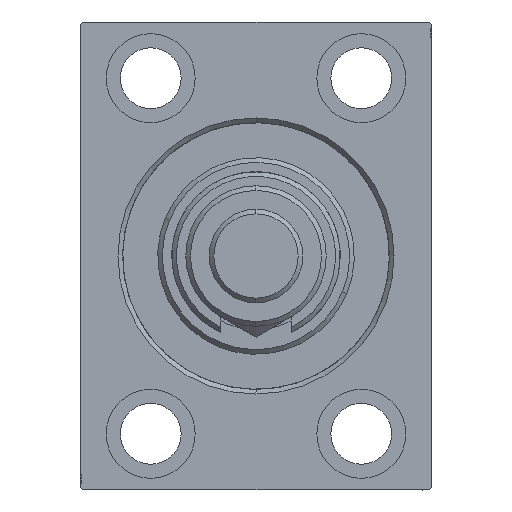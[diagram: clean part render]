
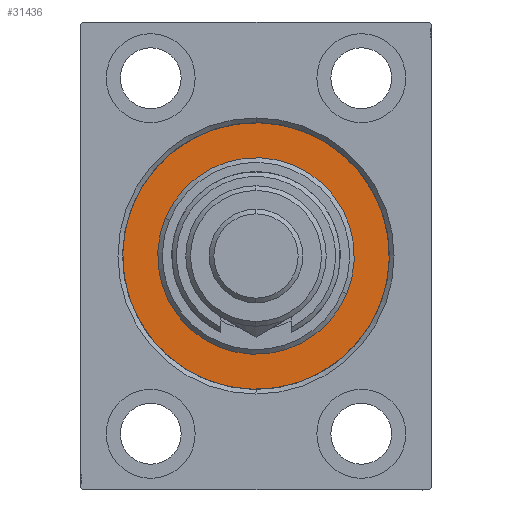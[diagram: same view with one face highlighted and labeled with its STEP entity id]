
A CAD part, left-side view. The second image highlights one B-rep face of the part: STEP entity #31436.
In plain terms, the highlighted face is planar.
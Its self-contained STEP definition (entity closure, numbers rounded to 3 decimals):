
#334 = CIRCLE ( 'NONE', #16380, 21. ) ;
#3513 = FACE_BOUND ( 'NONE', #26476, .T. ) ;
#3602 = CARTESIAN_POINT ( 'NONE',  ( 0., 0., 0. ) ) ;
#3745 = CIRCLE ( 'NONE', #44252, 28.5 ) ;
#8227 = DIRECTION ( 'NONE',  ( -1., 0., 0. ) ) ;
#9409 = EDGE_CURVE ( 'NONE', #38641, #28247, #22889, .T. ) ;
#10918 = CARTESIAN_POINT ( 'NONE',  ( 0., 0., 0. ) ) ;
#11151 = CARTESIAN_POINT ( 'NONE',  ( 0., 0., 0. ) ) ;
#12881 = CARTESIAN_POINT ( 'NONE',  ( 0., 0., 28.5 ) ) ;
#14518 = DIRECTION ( 'NONE',  ( -1., 0., 0. ) ) ;
#14940 = ORIENTED_EDGE ( 'NONE', *, *, #41459, .F. ) ;
#16380 = AXIS2_PLACEMENT_3D ( 'NONE', #3602, #43555, #29188 ) ;
#17016 = CARTESIAN_POINT ( 'NONE',  ( 0., 0., 21. ) ) ;
#18105 = FACE_OUTER_BOUND ( 'NONE', #38259, .T. ) ;
#18333 = DIRECTION ( 'NONE',  ( -1., 0., 0. ) ) ;
#18802 = CARTESIAN_POINT ( 'NONE',  ( 0., 0., -28.5 ) ) ;
#19140 = VERTEX_POINT ( 'NONE', #12881 ) ;
#20948 = CARTESIAN_POINT ( 'NONE',  ( 0., 0., 0. ) ) ;
#22801 = DIRECTION ( 'NONE',  ( 0., 0., 1. ) ) ;
#22889 = CIRCLE ( 'NONE', #25185, 21. ) ;
#23394 = CIRCLE ( 'NONE', #47102, 28.5 ) ;
#24914 = AXIS2_PLACEMENT_3D ( 'NONE', #10918, #18333, #32926 ) ;
#25185 = AXIS2_PLACEMENT_3D ( 'NONE', #20948, #39375, #35800 ) ;
#25503 = DIRECTION ( 'NONE',  ( 0., 0., 1. ) ) ;
#26476 = EDGE_LOOP ( 'NONE', ( #32499, #31480 ) ) ;
#27481 = EDGE_CURVE ( 'NONE', #28247, #38641, #334, .T. ) ;
#28247 = VERTEX_POINT ( 'NONE', #17016 ) ;
#29188 = DIRECTION ( 'NONE',  ( 0., 0., -1. ) ) ;
#31420 = EDGE_CURVE ( 'NONE', #19140, #32975, #23394, .T. ) ;
#31436 = ADVANCED_FACE ( 'NONE', ( #3513, #18105 ), #43701, .F. ) ;
#31480 = ORIENTED_EDGE ( 'NONE', *, *, #9409, .F. ) ;
#32499 = ORIENTED_EDGE ( 'NONE', *, *, #27481, .F. ) ;
#32926 = DIRECTION ( 'NONE',  ( 0., 0., 1. ) ) ;
#32975 = VERTEX_POINT ( 'NONE', #18802 ) ;
#33821 = CARTESIAN_POINT ( 'NONE',  ( 0., 0., 0. ) ) ;
#35800 = DIRECTION ( 'NONE',  ( 0., 0., -1. ) ) ;
#38259 = EDGE_LOOP ( 'NONE', ( #14940, #42798 ) ) ;
#38641 = VERTEX_POINT ( 'NONE', #46933 ) ;
#39375 = DIRECTION ( 'NONE',  ( 1., 0., 0. ) ) ;
#41459 = EDGE_CURVE ( 'NONE', #32975, #19140, #3745, .T. ) ;
#42798 = ORIENTED_EDGE ( 'NONE', *, *, #31420, .F. ) ;
#43555 = DIRECTION ( 'NONE',  ( 1., 0., 0. ) ) ;
#43701 = PLANE ( 'NONE',  #24914 ) ;
#44252 = AXIS2_PLACEMENT_3D ( 'NONE', #33821, #8227, #22801 ) ;
#46933 = CARTESIAN_POINT ( 'NONE',  ( 0., 0., -21. ) ) ;
#47102 = AXIS2_PLACEMENT_3D ( 'NONE', #11151, #14518, #25503 ) ;
